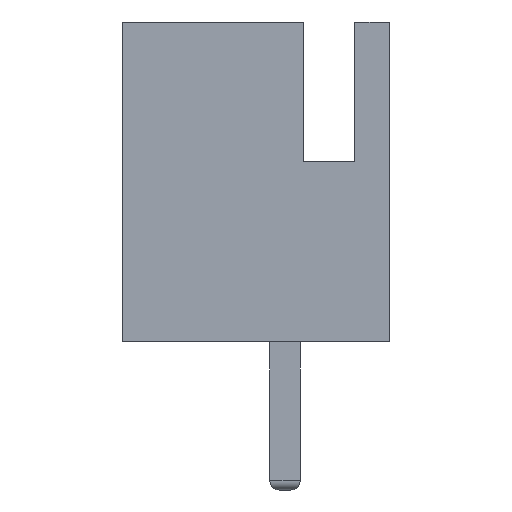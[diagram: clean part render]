
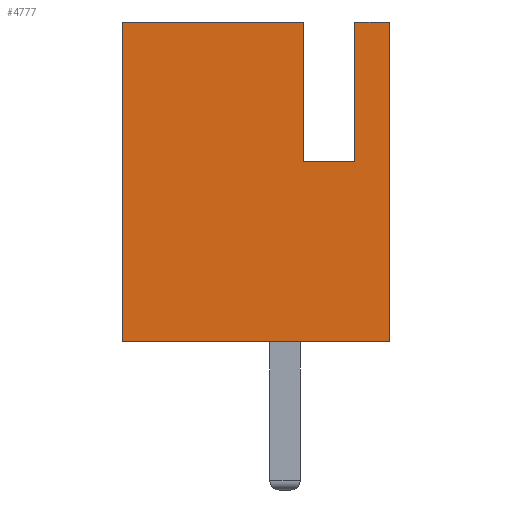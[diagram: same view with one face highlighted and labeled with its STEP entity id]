
A CAD part, left-side view. The second image highlights one B-rep face of the part: STEP entity #4777.
In plain terms, the highlighted planar face has unit normal (-1, 0, 0).
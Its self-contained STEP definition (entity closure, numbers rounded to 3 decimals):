
#121 = CARTESIAN_POINT ( 'NONE',  ( -12.56, 2.875, 6.88 ) ) ;
#178 = LINE ( 'NONE', #121, #11270 ) ;
#414 = CARTESIAN_POINT ( 'NONE',  ( -12.56, -2.125, 6.88 ) ) ;
#520 = DIRECTION ( 'NONE',  ( 0., 0., -1. ) ) ;
#584 = VERTEX_POINT ( 'NONE', #2058 ) ;
#823 = EDGE_CURVE ( 'NONE', #6645, #9936, #11720, .T. ) ;
#858 = EDGE_CURVE ( 'NONE', #12003, #11688, #9862, .T. ) ;
#1114 = CARTESIAN_POINT ( 'NONE',  ( -12.56, -2.875, 6.88 ) ) ;
#1648 = CARTESIAN_POINT ( 'NONE',  ( -12.56, 2.875, 0. ) ) ;
#2058 = CARTESIAN_POINT ( 'NONE',  ( -12.56, -1.025, 3.88 ) ) ;
#2107 = DIRECTION ( 'NONE',  ( 1., 0., 0. ) ) ;
#2300 = VECTOR ( 'NONE', #520, 1000. ) ;
#2538 = CARTESIAN_POINT ( 'NONE',  ( -12.56, -1.025, 6.88 ) ) ;
#2548 = LINE ( 'NONE', #6488, #5916 ) ;
#2622 = CARTESIAN_POINT ( 'NONE',  ( -12.56, -2.875, 6.88 ) ) ;
#2704 = LINE ( 'NONE', #3767, #6102 ) ;
#2839 = DIRECTION ( 'NONE',  ( 0., -1., 0. ) ) ;
#3084 = DIRECTION ( 'NONE',  ( 0., 0., -1. ) ) ;
#3121 = VECTOR ( 'NONE', #6606, 1000. ) ;
#3551 = ORIENTED_EDGE ( 'NONE', *, *, #10766, .F. ) ;
#3767 = CARTESIAN_POINT ( 'NONE',  ( -12.56, -2.125, 6.88 ) ) ;
#4377 = EDGE_LOOP ( 'NONE', ( #8058, #6398, #12604, #6530, #12599, #3551, #7200, #12669 ) ) ;
#4507 = VERTEX_POINT ( 'NONE', #11036 ) ;
#4777 = ADVANCED_FACE ( 'NONE', ( #8622 ), #12562, .F. ) ;
#4901 = VERTEX_POINT ( 'NONE', #10653 ) ;
#5186 = VERTEX_POINT ( 'NONE', #11718 ) ;
#5652 = LINE ( 'NONE', #10546, #3121 ) ;
#5737 = DIRECTION ( 'NONE',  ( 0., -1., 0. ) ) ;
#5916 = VECTOR ( 'NONE', #9461, 1000. ) ;
#6102 = VECTOR ( 'NONE', #7646, 1000. ) ;
#6398 = ORIENTED_EDGE ( 'NONE', *, *, #8798, .F. ) ;
#6488 = CARTESIAN_POINT ( 'NONE',  ( -12.56, -1.025, 3.88 ) ) ;
#6509 = EDGE_CURVE ( 'NONE', #12003, #4507, #178, .T. ) ;
#6530 = ORIENTED_EDGE ( 'NONE', *, *, #858, .T. ) ;
#6606 = DIRECTION ( 'NONE',  ( 0., -1., 0. ) ) ;
#6645 = VERTEX_POINT ( 'NONE', #414 ) ;
#6677 = CARTESIAN_POINT ( 'NONE',  ( -12.56, 2.875, 6.88 ) ) ;
#7200 = ORIENTED_EDGE ( 'NONE', *, *, #823, .F. ) ;
#7381 = VECTOR ( 'NONE', #5737, 1000. ) ;
#7646 = DIRECTION ( 'NONE',  ( 0., 0., 1. ) ) ;
#7704 = CARTESIAN_POINT ( 'NONE',  ( -12.56, 2.875, 6.88 ) ) ;
#8058 = ORIENTED_EDGE ( 'NONE', *, *, #12740, .F. ) ;
#8204 = LINE ( 'NONE', #2622, #10814 ) ;
#8622 = FACE_OUTER_BOUND ( 'NONE', #4377, .T. ) ;
#8630 = EDGE_CURVE ( 'NONE', #11688, #5186, #5652, .T. ) ;
#8752 = DIRECTION ( 'NONE',  ( 0., 0., -1. ) ) ;
#8798 = EDGE_CURVE ( 'NONE', #4507, #584, #11425, .T. ) ;
#9461 = DIRECTION ( 'NONE',  ( 0., -1., 0. ) ) ;
#9862 = LINE ( 'NONE', #12618, #12764 ) ;
#9936 = VERTEX_POINT ( 'NONE', #1114 ) ;
#10546 = CARTESIAN_POINT ( 'NONE',  ( -12.56, 2.875, 0. ) ) ;
#10653 = CARTESIAN_POINT ( 'NONE',  ( -12.56, -2.125, 3.88 ) ) ;
#10766 = EDGE_CURVE ( 'NONE', #9936, #5186, #8204, .T. ) ;
#10814 = VECTOR ( 'NONE', #12355, 1000. ) ;
#11036 = CARTESIAN_POINT ( 'NONE',  ( -12.56, -1.025, 6.88 ) ) ;
#11270 = VECTOR ( 'NONE', #2839, 1000. ) ;
#11425 = LINE ( 'NONE', #2538, #2300 ) ;
#11554 = EDGE_CURVE ( 'NONE', #4901, #6645, #2704, .T. ) ;
#11629 = AXIS2_PLACEMENT_3D ( 'NONE', #12619, #2107, #3084 ) ;
#11688 = VERTEX_POINT ( 'NONE', #1648 ) ;
#11718 = CARTESIAN_POINT ( 'NONE',  ( -12.56, -2.875, 0. ) ) ;
#11720 = LINE ( 'NONE', #7704, #7381 ) ;
#12003 = VERTEX_POINT ( 'NONE', #6677 ) ;
#12355 = DIRECTION ( 'NONE',  ( 0., 0., -1. ) ) ;
#12562 = PLANE ( 'NONE',  #11629 ) ;
#12599 = ORIENTED_EDGE ( 'NONE', *, *, #8630, .T. ) ;
#12604 = ORIENTED_EDGE ( 'NONE', *, *, #6509, .F. ) ;
#12618 = CARTESIAN_POINT ( 'NONE',  ( -12.56, 2.875, 6.88 ) ) ;
#12619 = CARTESIAN_POINT ( 'NONE',  ( -12.56, 2.875, 6.88 ) ) ;
#12669 = ORIENTED_EDGE ( 'NONE', *, *, #11554, .F. ) ;
#12740 = EDGE_CURVE ( 'NONE', #584, #4901, #2548, .T. ) ;
#12764 = VECTOR ( 'NONE', #8752, 1000. ) ;
